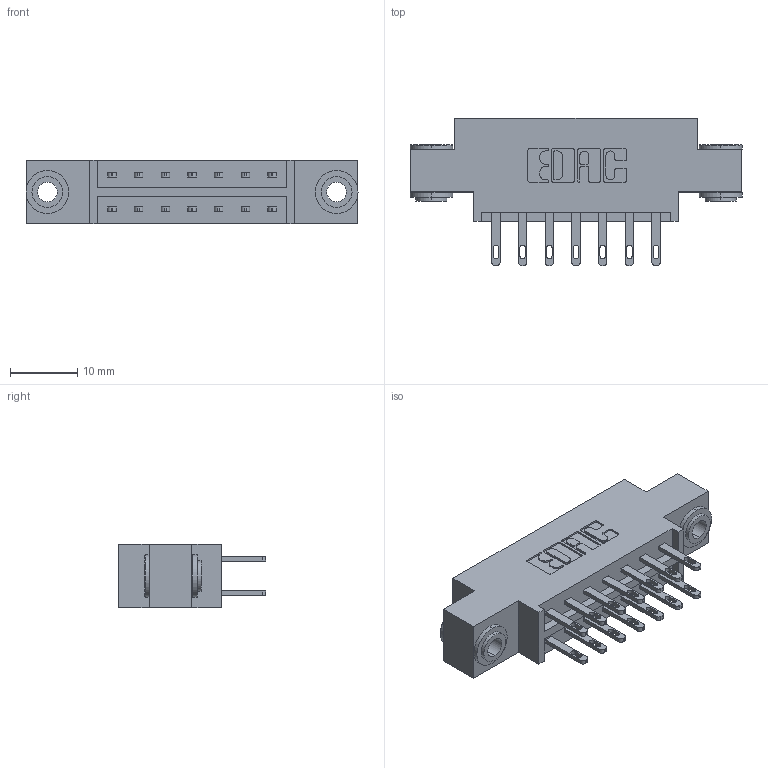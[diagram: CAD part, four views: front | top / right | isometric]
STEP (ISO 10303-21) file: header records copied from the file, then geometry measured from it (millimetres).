
FILE_DESCRIPTION (( 'STEP AP203' ), '1' );
FILE_NAME ('333-014-500-803.STEP', '2018-08-01T01:50:51', ( '' ), ( '' ), 'SwSTEP 2.0', 'SolidWorks 2016', '' );
FILE_SCHEMA (( 'CONFIG_CONTROL_DESIGN' ));
Length unit declared in the file: inch
Products named in the file (4): 333-014-500-803; 333 Part_Offset - .156 Dia - TH; 345-292-001_345-293-100; 345-250-002_345-250-002-102
Assembly tree (17 placements, depth 2):
  333-014-500-803
    333 Part_Offset - .156 Dia - TH
    345-292-001_345-293-100  x14
    345-250-002_345-250-002-102  x2
Bounding box: 49.28 x 21.85 x 9.4 mm (x, y, z)
Volume: 4537.9 mm3; surface area: 5584.6 mm2
Topology: 17 solids, 17 shells, 828 faces, 2457 edges, 1634 vertices
Faces by surface type: plane 504, cylinder 316, cone 8
Entity records: 9742 total; most frequent: CARTESIAN_POINT 1633, ORIENTED_EDGE 1562, DIRECTION 1491, EDGE_CURVE 781, VECTOR 625, LINE 625, VERTEX_POINT 518, AXIS2_PLACEMENT_3D 433
